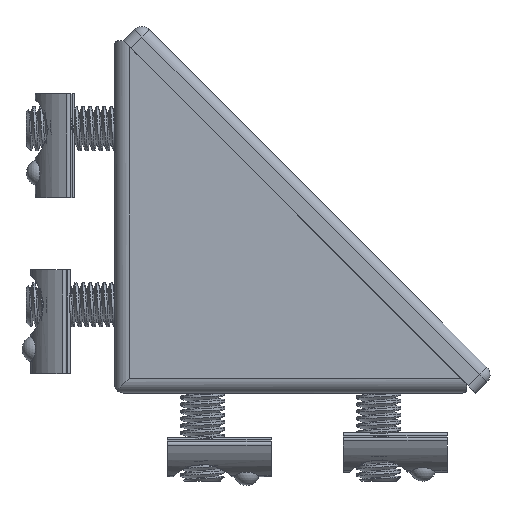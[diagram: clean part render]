
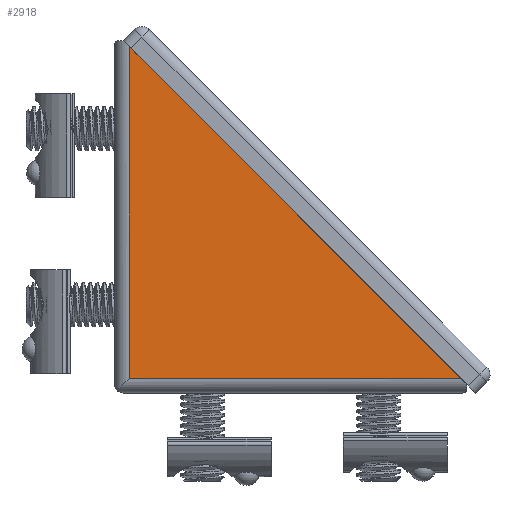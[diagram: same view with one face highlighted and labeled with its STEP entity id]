
A CAD part, front view. The second image highlights one B-rep face of the part: STEP entity #2918.
In plain terms, the highlighted planar face has unit normal (0, -1, 0).
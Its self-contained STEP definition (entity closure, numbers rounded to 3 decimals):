
#277=PLANE($,#3143);
#383=FACE_OUTER_BOUND($,#570,.T.);
#570=EDGE_LOOP($,(#2201,#2202,#2203));
#777=LINE($,#4424,#1029);
#808=LINE($,#4525,#1060);
#813=LINE($,#4557,#1065);
#1029=VECTOR($,#3503,53.174);
#1060=VECTOR($,#3590,37.6);
#1065=VECTOR($,#3611,37.6);
#1327=VERTEX_POINT($,#4421);
#1328=VERTEX_POINT($,#4423);
#1364=VERTEX_POINT($,#4523);
#1626=EDGE_CURVE($,#1327,#1328,#777,.T.);
#1677=EDGE_CURVE($,#1327,#1364,#808,.T.);
#1688=EDGE_CURVE($,#1364,#1328,#813,.T.);
#2201=ORIENTED_EDGE($,*,*,#1677,.T.);
#2202=ORIENTED_EDGE($,*,*,#1688,.T.);
#2203=ORIENTED_EDGE($,*,*,#1626,.F.);
#2918=ADVANCED_FACE($,(#383),#277,.T.);
#3143=AXIS2_PLACEMENT_3D($,#4566,#3624,#3625);
#3503=DIRECTION($,(0.707,0.,-0.707));
#3590=DIRECTION($,(0.,0.,-1.));
#3611=DIRECTION($,(1.,0.,0.));
#3624=DIRECTION('center_axis',(0.,-1.,0.));
#3625=DIRECTION('ref_axis',(0.,0.,-1.));
#4421=CARTESIAN_POINT('',(1.7,0.,39.3));
#4423=CARTESIAN_POINT('',(39.3,0.,1.7));
#4424=CARTESIAN_POINT($,(1.,0.,40.));
#4523=CARTESIAN_POINT('',(1.7,0.,1.7));
#4525=CARTESIAN_POINT($,(1.7,0.,0.));
#4557=CARTESIAN_POINT($,(40.,0.,1.7));
#4566=CARTESIAN_POINT('Origin',(14.4,0.,14.4));
